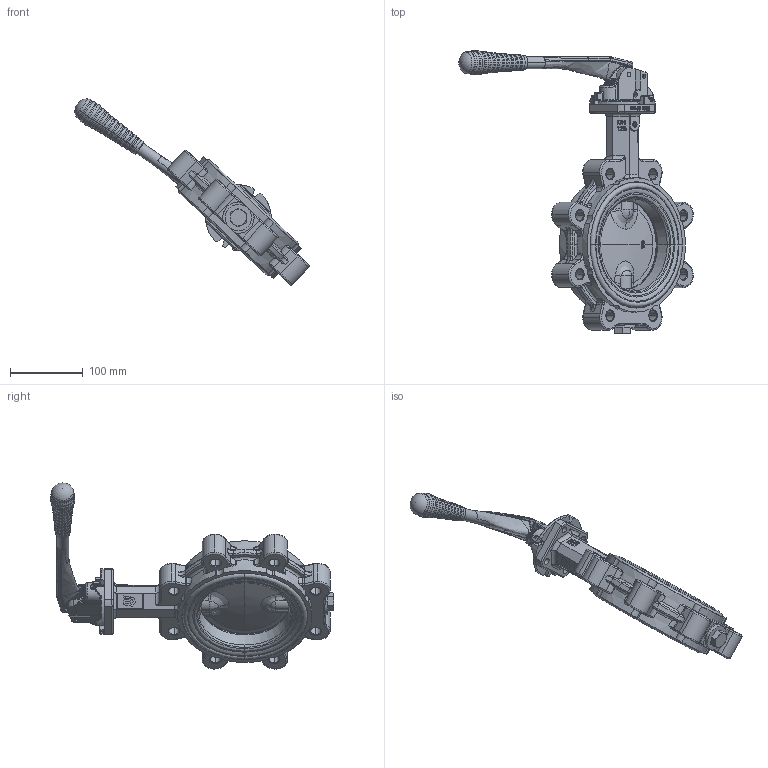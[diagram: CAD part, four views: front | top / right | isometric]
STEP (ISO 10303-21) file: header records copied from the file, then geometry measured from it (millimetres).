
FILE_DESCRIPTION (( 'STEP AP203' ), '1' );
FILE_NAME ('AK02_DN125_Handhebel.STEP', '2022-10-06T11:34:38', ( '' ), ( '' ), 'SwSTEP 2.0', 'SolidWorks 2021', '' );
FILE_SCHEMA (( 'CONFIG_CONTROL_DESIGN' ));
Length unit declared in the file: metre
Products named in the file (9): P125KOMPLET_4; AK02_DN125_OH; AK01_Handhebel DN32-bis-DN125; AK02_DN125_Handhebel; P125KOMPLET_9; P125KOMPLET_6; P125KOMPLET_12; P125KOMPLET; P125KOMPLET_2
Assembly tree (8 placements, depth 3):
  AK02_DN125_Handhebel
    AK01_Handhebel DN32-bis-DN125
      P125KOMPLET_9
      P125KOMPLET_4
      P125KOMPLET_2
      P125KOMPLET_12
      P125KOMPLET_6
      P125KOMPLET
    AK02_DN125_OH
Bounding box: 321.24 x 387.75 x 255.09 mm (x, y, z)
Volume: 1664219.4 mm3; surface area: 251408.1 mm2
Topology: 8 solids, 16 shells, 1673 faces, 4309 edges, 2699 vertices
Faces by surface type: plane 480, cylinder 453, bspline 333, torus 283, cone 106, sphere 18
Entity records: 81260 total; most frequent: CARTESIAN_POINT 41721, ORIENTED_EDGE 8564, DIRECTION 7440, EDGE_CURVE 4282, AXIS2_PLACEMENT_3D 2858, VERTEX_POINT 2696, EDGE_LOOP 1776, LINE 1724
